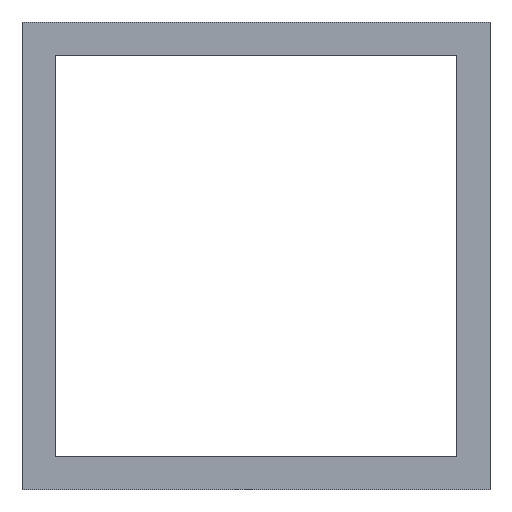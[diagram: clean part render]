
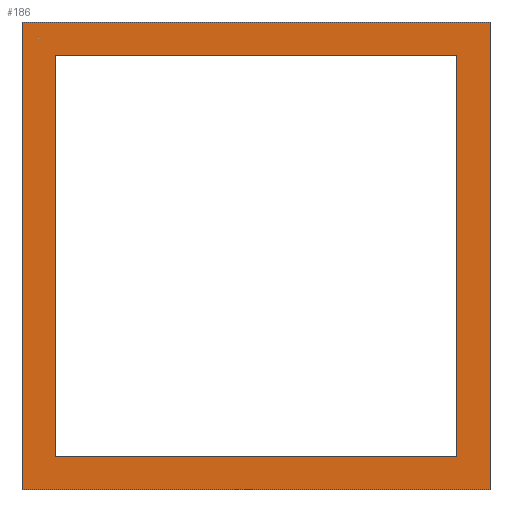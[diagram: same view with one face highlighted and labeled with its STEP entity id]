
A CAD part, front view. The second image highlights one B-rep face of the part: STEP entity #186.
In plain terms, the highlighted planar face has unit normal (0, -1, 0).
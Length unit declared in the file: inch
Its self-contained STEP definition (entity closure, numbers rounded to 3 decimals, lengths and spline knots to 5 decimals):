
#16=FACE_BOUND('',#30,.T.);
#18=FACE_OUTER_BOUND('',#29,.T.);
#29=EDGE_LOOP('',(#135,#136,#137,#138));
#30=EDGE_LOOP('',(#139,#140,#141,#142));
#47=LINE('',#292,#71);
#48=LINE('',#294,#72);
#49=LINE('',#296,#73);
#50=LINE('',#297,#74);
#51=LINE('',#300,#75);
#52=LINE('',#302,#76);
#53=LINE('',#304,#77);
#54=LINE('',#305,#78);
#71=VECTOR('',#239,39.37008);
#72=VECTOR('',#240,39.37008);
#73=VECTOR('',#241,39.37008);
#74=VECTOR('',#242,39.37008);
#75=VECTOR('',#243,39.37008);
#76=VECTOR('',#244,39.37008);
#77=VECTOR('',#245,39.37008);
#78=VECTOR('',#246,39.37008);
#95=VERTEX_POINT('',#290);
#96=VERTEX_POINT('',#291);
#97=VERTEX_POINT('',#293);
#98=VERTEX_POINT('',#295);
#99=VERTEX_POINT('',#298);
#100=VERTEX_POINT('',#299);
#101=VERTEX_POINT('',#301);
#102=VERTEX_POINT('',#303);
#111=EDGE_CURVE('',#95,#96,#47,.T.);
#112=EDGE_CURVE('',#96,#97,#48,.T.);
#113=EDGE_CURVE('',#98,#97,#49,.T.);
#114=EDGE_CURVE('',#95,#98,#50,.T.);
#115=EDGE_CURVE('',#99,#100,#51,.T.);
#116=EDGE_CURVE('',#99,#101,#52,.T.);
#117=EDGE_CURVE('',#101,#102,#53,.T.);
#118=EDGE_CURVE('',#100,#102,#54,.T.);
#135=ORIENTED_EDGE('',*,*,#111,.T.);
#136=ORIENTED_EDGE('',*,*,#112,.T.);
#137=ORIENTED_EDGE('',*,*,#113,.F.);
#138=ORIENTED_EDGE('',*,*,#114,.F.);
#139=ORIENTED_EDGE('',*,*,#115,.F.);
#140=ORIENTED_EDGE('',*,*,#116,.T.);
#141=ORIENTED_EDGE('',*,*,#117,.T.);
#142=ORIENTED_EDGE('',*,*,#118,.F.);
#176=PLANE('',#216);
#186=ADVANCED_FACE('',(#18,#16),#176,.F.);
#216=AXIS2_PLACEMENT_3D('',#289,#237,#238);
#237=DIRECTION('center_axis',(0.,1.,0.));
#238=DIRECTION('ref_axis',(-1.,0.,0.));
#239=DIRECTION('',(-1.,0.,0.));
#240=DIRECTION('',(0.,0.,-1.));
#241=DIRECTION('',(-1.,0.,0.));
#242=DIRECTION('',(0.,0.,-1.));
#243=DIRECTION('',(-1.,0.,0.));
#244=DIRECTION('',(0.,0.,-1.));
#245=DIRECTION('',(-1.,0.,0.));
#246=DIRECTION('',(0.,0.,-1.));
#289=CARTESIAN_POINT('Origin',(52.3125,1.75,-0.875));
#290=CARTESIAN_POINT('',(1.75,1.75,0.));
#291=CARTESIAN_POINT('',(0.,1.75,0.));
#292=CARTESIAN_POINT('',(104.625,1.75,0.));
#293=CARTESIAN_POINT('',(0.,1.75,-1.75));
#294=CARTESIAN_POINT('',(0.,1.75,-0.875));
#295=CARTESIAN_POINT('',(1.75,1.75,-1.75));
#296=CARTESIAN_POINT('',(104.625,1.75,-1.75));
#297=CARTESIAN_POINT('',(1.75,1.75,-0.875));
#298=CARTESIAN_POINT('',(1.625,1.75,-0.125));
#299=CARTESIAN_POINT('',(0.125,1.75,-0.125));
#300=CARTESIAN_POINT('',(104.625,1.75,-0.125));
#301=CARTESIAN_POINT('',(1.625,1.75,-1.625));
#302=CARTESIAN_POINT('',(1.625,1.75,-0.875));
#303=CARTESIAN_POINT('',(0.125,1.75,-1.625));
#304=CARTESIAN_POINT('',(104.625,1.75,-1.625));
#305=CARTESIAN_POINT('',(0.125,1.75,-0.875));
